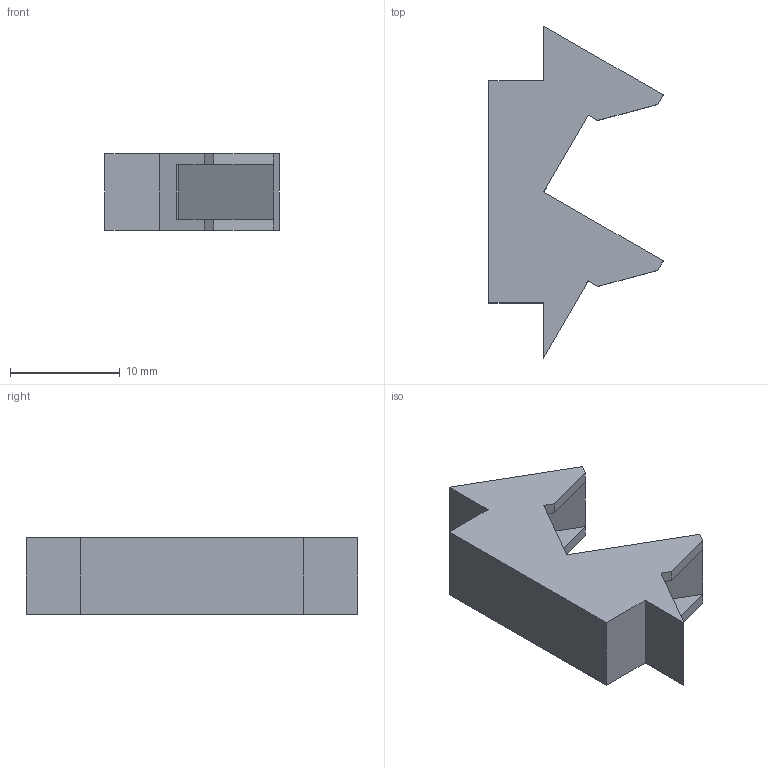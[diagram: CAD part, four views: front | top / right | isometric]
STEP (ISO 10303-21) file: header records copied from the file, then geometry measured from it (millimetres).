
FILE_DESCRIPTION(/* description */ (''),/* implementation_level */ '2;1');
FILE_NAME(/* name */ 'SH_Transparent_Low_R.step',/* time_stamp */ '2023-05-24T11:35:52+08:00',/* author */ (''),/* organization */ (''),/* preprocessor_version */ 'ST-DEVELOPER v19.2',/* originating_system */ 'Autodesk Translation Framework v12.4.0.73',/* authorisation */ '');
FILE_SCHEMA (('AUTOMOTIVE_DESIGN { 1 0 10303 214 3 1 1 }'));
Length unit declared in the file: millimetre
Products named in the file (1): SH_Transparent_Low_R
Bounding box: 15.87 x 30.22 x 7 mm (x, y, z)
Volume: 1193 mm3; surface area: 1417.9 mm2
Topology: 1 solids, 1 shells, 31 faces, 83 edges, 54 vertices
Faces by surface type: plane 31
Entity records: 985 total; most frequent: CARTESIAN_POINT 169, ORIENTED_EDGE 166, DIRECTION 147, LINE 83, VECTOR 83, EDGE_CURVE 83, VERTEX_POINT 54, AXIS2_PLACEMENT_3D 32
